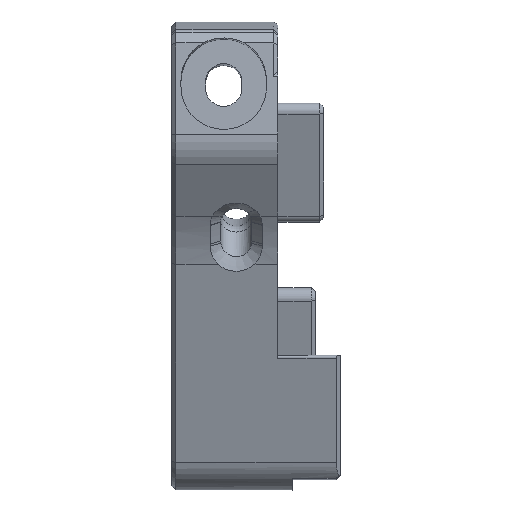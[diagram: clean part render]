
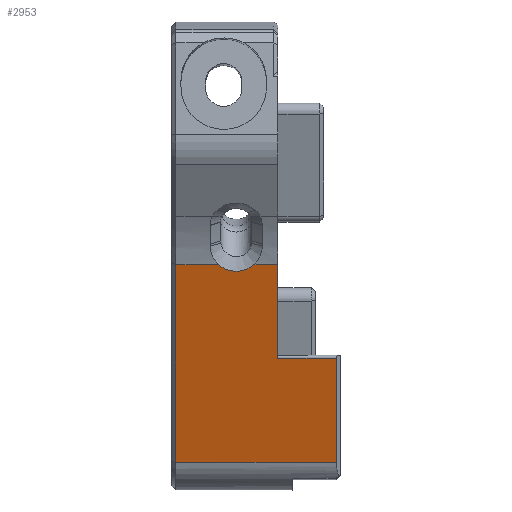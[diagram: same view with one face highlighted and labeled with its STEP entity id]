
A CAD part, left-side view. The second image highlights one B-rep face of the part: STEP entity #2953.
In plain terms, the highlighted planar face has unit normal (-0.954, 0, -0.3).
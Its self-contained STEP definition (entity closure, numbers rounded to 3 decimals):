
#37=B_SPLINE_CURVE_WITH_KNOTS('',3,(#4873,#4874,#4875,#4876,#4877,#4878,
#4879,#4880,#4881,#4882,#4883,#4884,#4885,#4886),.UNSPECIFIED.,.F.,.F.,
(4,2,2,2,2,2,4),(0.,0.045,0.091,
0.185,0.279,0.324,0.369),
 .UNSPECIFIED.);
#387=FACE_OUTER_BOUND('',#556,.T.);
#556=EDGE_LOOP('',(#2495,#2496,#2497,#2498,#2499,#2500,#2501,#2502));
#738=LINE('',#4798,#1015);
#746=LINE('',#5108,#1023);
#817=LINE('',#5405,#1094);
#824=LINE('',#5424,#1101);
#825=LINE('',#5426,#1102);
#826=LINE('',#5428,#1103);
#827=LINE('',#5429,#1104);
#1015=VECTOR('',#3703,10.);
#1023=VECTOR('',#3727,10.);
#1094=VECTOR('',#3958,10.);
#1101=VECTOR('',#3973,10.);
#1102=VECTOR('',#3976,10.);
#1103=VECTOR('',#3977,10.);
#1104=VECTOR('',#3978,10.);
#1281=VERTEX_POINT('',#4697);
#1310=VERTEX_POINT('',#4788);
#1314=VERTEX_POINT('',#4871);
#1315=VERTEX_POINT('',#4872);
#1389=VERTEX_POINT('',#5403);
#1395=VERTEX_POINT('',#5418);
#1397=VERTEX_POINT('',#5422);
#1398=VERTEX_POINT('',#5427);
#1649=EDGE_CURVE('',#1310,#1281,#738,.T.);
#1650=EDGE_CURVE('',#1314,#1315,#37,.T.);
#1673=EDGE_CURVE('',#1281,#1314,#746,.T.);
#1784=EDGE_CURVE('',#1310,#1389,#817,.T.);
#1793=EDGE_CURVE('',#1397,#1395,#824,.T.);
#1794=EDGE_CURVE('',#1395,#1389,#825,.T.);
#1795=EDGE_CURVE('',#1398,#1397,#826,.T.);
#1796=EDGE_CURVE('',#1315,#1398,#827,.T.);
#2495=ORIENTED_EDGE('',*,*,#1794,.F.);
#2496=ORIENTED_EDGE('',*,*,#1793,.F.);
#2497=ORIENTED_EDGE('',*,*,#1795,.F.);
#2498=ORIENTED_EDGE('',*,*,#1796,.F.);
#2499=ORIENTED_EDGE('',*,*,#1650,.F.);
#2500=ORIENTED_EDGE('',*,*,#1673,.F.);
#2501=ORIENTED_EDGE('',*,*,#1649,.F.);
#2502=ORIENTED_EDGE('',*,*,#1784,.T.);
#2807=PLANE('',#3227);
#2953=ADVANCED_FACE('',(#387),#2807,.T.);
#3227=AXIS2_PLACEMENT_3D('',#5425,#3974,#3975);
#3703=DIRECTION('',(-0.301,0.,0.954));
#3727=DIRECTION('',(0.,-1.,0.));
#3958=DIRECTION('',(0.,-1.,0.));
#3973=DIRECTION('',(0.,-1.,0.));
#3974=DIRECTION('center_axis',(-0.954,0.,
-0.301));
#3975=DIRECTION('ref_axis',(0.301,0.,-0.954));
#3976=DIRECTION('',(0.301,0.,-0.954));
#3977=DIRECTION('',(0.301,0.,-0.954));
#3978=DIRECTION('',(0.,-1.,0.));
#4697=CARTESIAN_POINT('',(-15.014,13.8,91.009));
#4788=CARTESIAN_POINT('',(-9.024,13.8,71.999));
#4798=CARTESIAN_POINT('',(-13.993,13.8,87.767));
#4871=CARTESIAN_POINT('',(-15.014,9.701,91.009));
#4872=CARTESIAN_POINT('',(-15.014,6.299,91.009));
#4873=CARTESIAN_POINT('Ctrl Pts',(-15.014,9.701,91.009));
#4874=CARTESIAN_POINT('Ctrl Pts',(-14.983,9.593,90.91));
#4875=CARTESIAN_POINT('Ctrl Pts',(-14.955,9.474,90.82));
#4876=CARTESIAN_POINT('Ctrl Pts',(-14.905,9.221,90.663));
#4877=CARTESIAN_POINT('Ctrl Pts',(-14.883,9.084,90.594));
#4878=CARTESIAN_POINT('Ctrl Pts',(-14.83,8.645,90.425));
#4879=CARTESIAN_POINT('Ctrl Pts',(-14.811,8.317,90.365));
#4880=CARTESIAN_POINT('Ctrl Pts',(-14.811,7.683,90.365));
#4881=CARTESIAN_POINT('Ctrl Pts',(-14.83,7.354,90.425));
#4882=CARTESIAN_POINT('Ctrl Pts',(-14.884,6.916,90.594));
#4883=CARTESIAN_POINT('Ctrl Pts',(-14.905,6.778,90.663));
#4884=CARTESIAN_POINT('Ctrl Pts',(-14.955,6.525,90.821));
#4885=CARTESIAN_POINT('Ctrl Pts',(-14.983,6.406,90.91));
#4886=CARTESIAN_POINT('Ctrl Pts',(-15.014,6.299,91.009));
#5108=CARTESIAN_POINT('',(-15.014,4.4,91.009));
#5403=CARTESIAN_POINT('',(-9.024,-1.6,71.999));
#5405=CARTESIAN_POINT('',(-9.024,14.6,71.999));
#5418=CARTESIAN_POINT('',(-12.184,-1.6,82.028));
#5422=CARTESIAN_POINT('',(-12.184,4.,82.028));
#5424=CARTESIAN_POINT('',(-12.184,14.6,82.028));
#5425=CARTESIAN_POINT('Origin',(-12.295,14.6,82.377));
#5426=CARTESIAN_POINT('',(-11.119,-1.6,78.646));
#5427=CARTESIAN_POINT('',(-15.014,4.,91.009));
#5428=CARTESIAN_POINT('',(1.934,4.,37.22));
#5429=CARTESIAN_POINT('',(-15.014,4.4,91.009));
